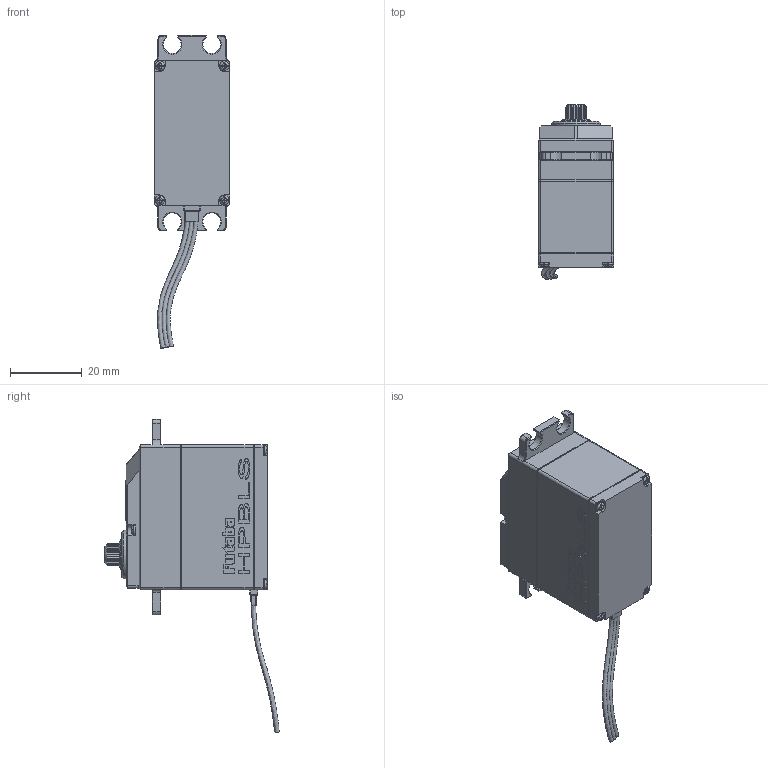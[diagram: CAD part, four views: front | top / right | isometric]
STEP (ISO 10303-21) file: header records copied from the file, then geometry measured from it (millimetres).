
FILE_DESCRIPTION(/* description */ (''),/* implementation_level */ '2;1');
FILE_NAME(/* name */ 'FutabaBrushlessServo.stp',/* time_stamp */ '2024-10-07T18:09:31+02:00',/* author */ ('Mauro'),/* organization */ (''),/* preprocessor_version */ 'ST-DEVELOPER v20',/* originating_system */ 'Autodesk Inventor 2025',/* authorisation */ '');
FILE_SCHEMA (('AUTOMOTIVE_DESIGN { 1 0 10303 214 3 1 1 }'));
Length unit declared in the file: millimetre
Products named in the file (1): Futaba
Bounding box: 21.1 x 48.72 x 87.33 mm (x, y, z)
Volume: 33158.3 mm3; surface area: 12469.1 mm2
Topology: 83 solids, 83 shells, 1504 faces, 3765 edges, 2388 vertices
Faces by surface type: plane 994, bspline 241, cylinder 186, cone 69, torus 14
Full cylindrical faces by diameter (mm): 1.2 x1, 2.6 x6, 3 x1, 8.2 x1, 13.6 x1
Entity records: 46172 total; most frequent: CARTESIAN_POINT 11828, ORIENTED_EDGE 7530, DIRECTION 6046, EDGE_CURVE 3765, LINE 2572, VECTOR 2572, VERTEX_POINT 2388, AXIS2_PLACEMENT_3D 1737
